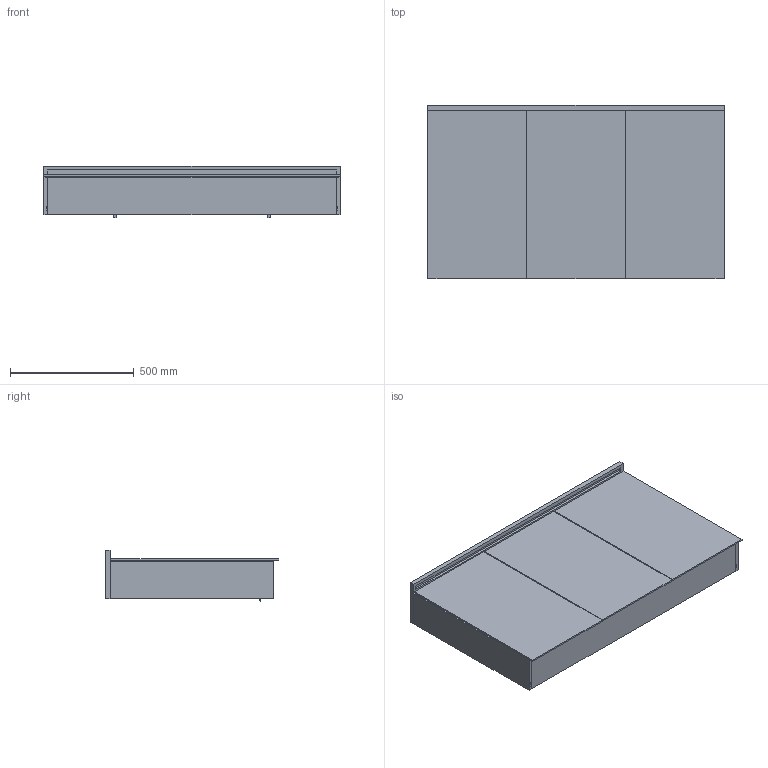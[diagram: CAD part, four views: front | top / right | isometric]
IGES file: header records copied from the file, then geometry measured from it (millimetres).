
Start section: SolidWorks IGES file using analytic representation for surfaces
Global section: file name: MIRR2-1200-3-HE1.IGS; native system: SolidWorks 2020; preprocessor: SolidWorks 2020; author: a.dellen; date: 210326.135017; units: millimetre
Bounding box: 1200 x 700 x 208 mm (x, y, z)
Surface area: 6485444.8 mm2 (no closed solid volume)
Topology: 0 solids, 0 shells, 946 faces, 12990 edges, 12990 vertices
Faces by surface type: bspline 688, revolution 258
